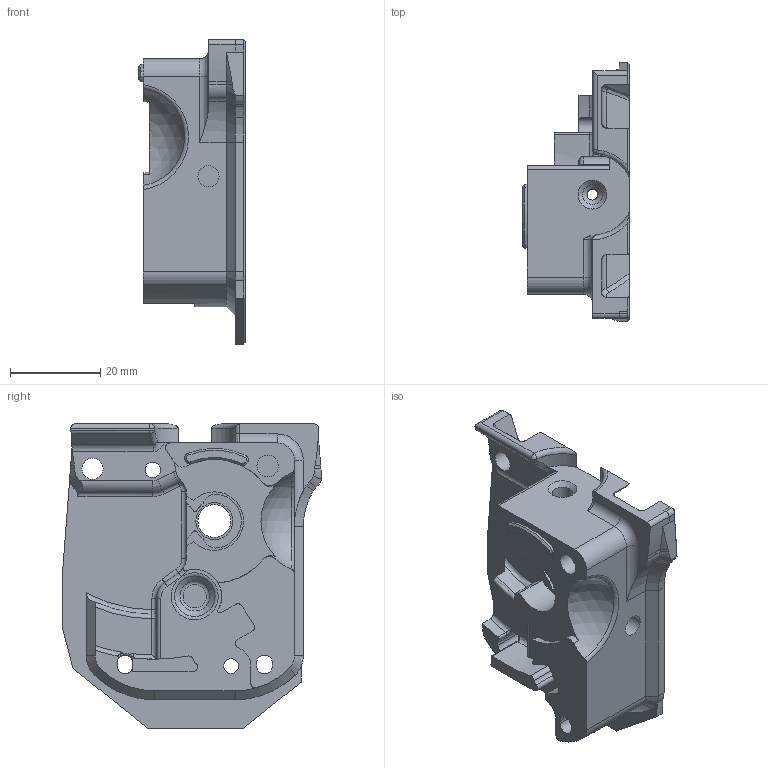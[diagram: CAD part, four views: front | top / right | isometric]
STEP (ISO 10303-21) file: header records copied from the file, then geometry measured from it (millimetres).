
FILE_DESCRIPTION(/* description */ (''),/* implementation_level */ '2;1');
FILE_NAME(/* name */ 'CW1-SB.step',/* time_stamp */ '2022-04-25T07:07:34-07:00',/* author */ (''),/* organization */ (''),/* preprocessor_version */ 'ST-DEVELOPER v18.1',/* originating_system */ 'Autodesk Translation Framework v10.14.0.1471',/* authorisation */ '');
FILE_SCHEMA (('AUTOMOTIVE_DESIGN { 1 0 10303 214 3 1 1 }'));
Length unit declared in the file: millimetre
Products named in the file (1): CW1-SB
Bounding box: 23.7 x 57.59 x 67.6 mm (x, y, z)
Volume: 30195.3 mm3; surface area: 12956.7 mm2
Topology: 1 solids, 1 shells, 347 faces, 938 edges, 597 vertices
Faces by surface type: plane 141, cylinder 123, cone 35, bspline 23, torus 20, sphere 5
Full cylindrical faces by diameter (mm): 2.4 x2, 3.3 x1, 3.5 x1, 4.2 x1, 4.4 x1, 4.7 x3, 4.8 x1, 6 x2, 7.3 x1, 8.2 x1
Entity records: 12039 total; most frequent: CARTESIAN_POINT 3182, ORIENTED_EDGE 1876, DIRECTION 1864, EDGE_CURVE 938, AXIS2_PLACEMENT_3D 691, VERTEX_POINT 597, LINE 482, VECTOR 482
